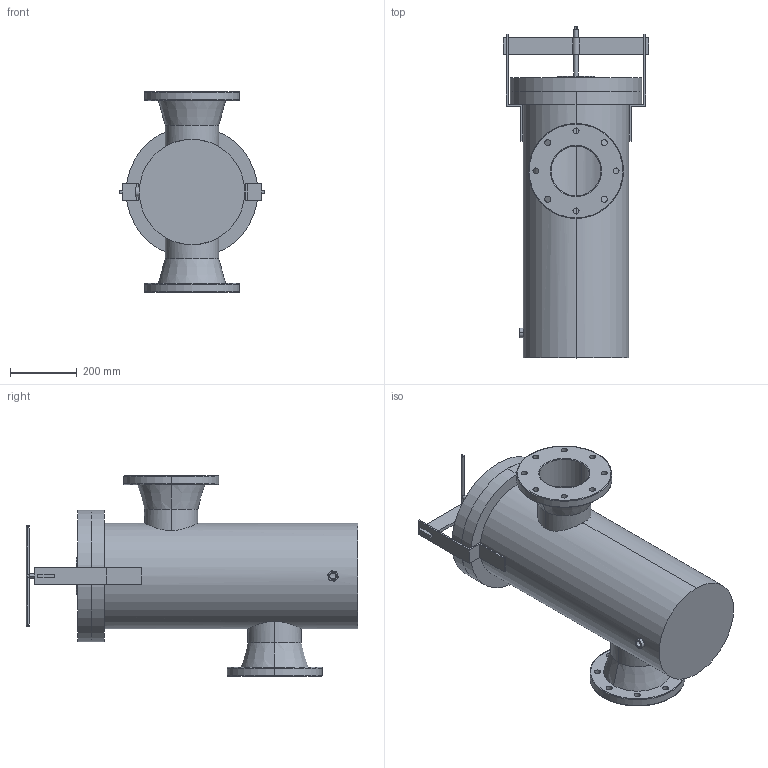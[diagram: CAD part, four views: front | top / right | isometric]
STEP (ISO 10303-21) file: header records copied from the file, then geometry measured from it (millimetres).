
FILE_DESCRIPTION (( 'STEP AP214' ), '1' );
FILE_NAME ('Filtri_DN300_DN150.STEP', '2020-10-23T09:26:31', ( '' ), ( '' ), 'SwSTEP 2.0', 'SolidWorks 2019', '' );
FILE_SCHEMA (( 'AUTOMOTIVE_DESIGN' ));
Length unit declared in the file: millimetre
Products named in the file (1): Filtri_DN300_DN150
Bounding box: 437 x 995 x 600 mm (x, y, z)
Volume: 17381242.6 mm3; surface area: 2708846.8 mm2
Topology: 8 solids, 8 shells, 177 faces, 433 edges, 282 vertices
Faces by surface type: cylinder 93, plane 68, torus 12, cone 4
Entity records: 8934 total; most frequent: CARTESIAN_POINT 2542, DIRECTION 919, ORIENTED_EDGE 866, EDGE_CURVE 433, AXIS2_PLACEMENT_3D 352, VERTEX_POINT 282, EDGE_LOOP 235, VECTOR 215
